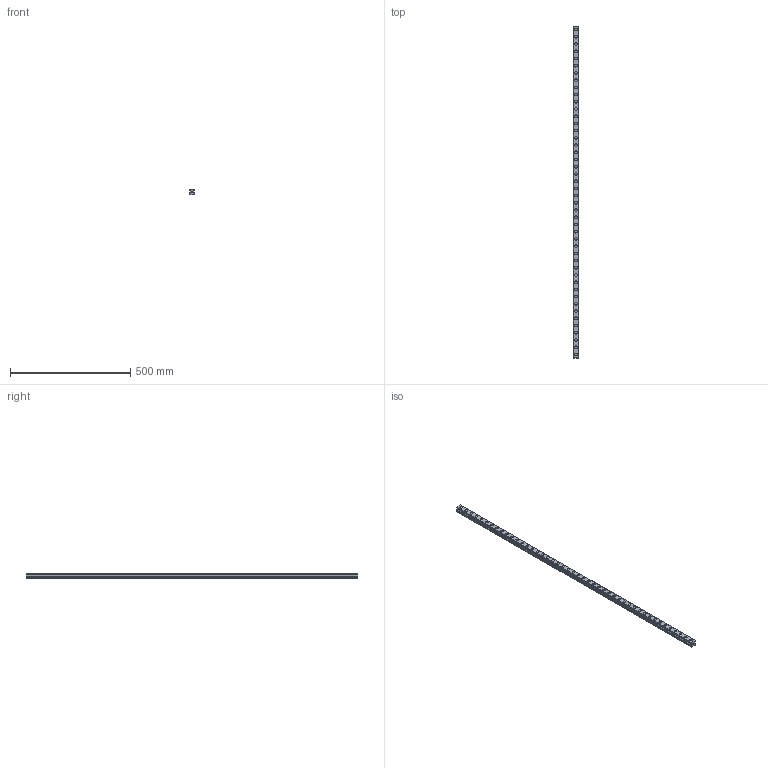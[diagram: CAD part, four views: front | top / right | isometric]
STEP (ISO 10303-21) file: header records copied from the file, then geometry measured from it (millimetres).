
FILE_DESCRIPTION(('STEP AP214'),'1');
FILE_NAME('cctmp_59E176E7-F68E-4E27-BA02-6A0CBA261AAB_2021_03_10_17_37_55_0877..stp','2021-03-10T16:37:56',('HIWIN GmbH'),('CADClick - www.CADClick.com'),'Spatial InterOp 3D',' ','unknown authorization');
FILE_SCHEMA(('AUTOMOTIVE_DESIGN'));
Length unit declared in the file: millimetre
Products named in the file (1): RGR25R1380H_FILE
Bounding box: 23 x 1380 x 23.6 mm (x, y, z)
Volume: 553405 mm3; surface area: 171727.6 mm2
Topology: 1 solids, 1 shells, 531 faces, 1161 edges, 774 vertices
Faces by surface type: cylinder 294, plane 237
Entity records: 19075 total; most frequent: DIRECTION 2813, CARTESIAN_POINT 2467, ORIENTED_EDGE 2322, EDGE_CURVE 1161, AXIS2_PLACEMENT_3D 1120, VERTEX_POINT 774, EDGE_LOOP 673, CIRCLE 588
